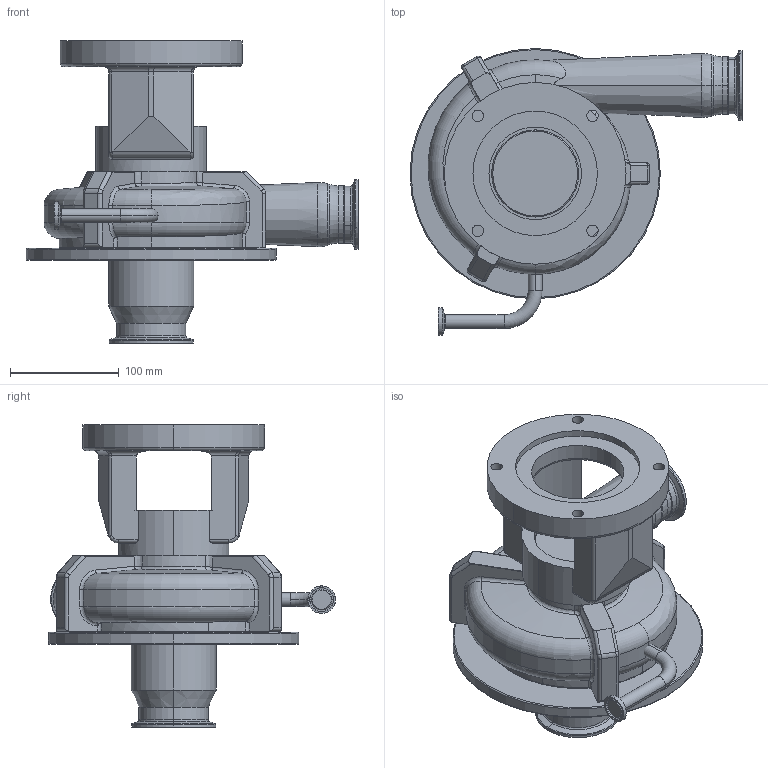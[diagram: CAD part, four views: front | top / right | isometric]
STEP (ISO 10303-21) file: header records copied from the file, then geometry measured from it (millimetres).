
FILE_DESCRIPTION (( 'STEP AP214' ), '1' );
FILE_NAME ('FPR 3521-3522 56-140TC 90L 1-2 In ELBOW RIGHT.STEP', '2022-12-19T17:30:37', ( '' ), ( '' ), 'SwSTEP 2.0', 'SolidWorks 2021', '' );
FILE_SCHEMA (( 'AUTOMOTIVE_DESIGN' ));
Length unit declared in the file: millimetre
Products named in the file (7): 1275000012_1623000096.STEP; 1605000009.STEP; FPR 3521-3522 56-140TC 90L 1-2 In ELBOW RIGHT; 1605000093.STEP; 1275000015.STEP; 1570000044.STEP; 1275000016.STEP
Assembly tree (6 placements, depth 2):
  FPR 3521-3522 56-140TC 90L 1-2 In ELBOW RIGHT
    1275000012_1623000096.STEP
    1570000044.STEP
    1605000093.STEP
    1275000016.STEP
    1605000009.STEP
    1275000015.STEP
Bounding box: 305 x 263.7 x 277.5 mm (x, y, z)
Volume: 3413419.6 mm3; surface area: 504798.9 mm2
Topology: 6 solids, 6 shells, 400 faces, 940 edges, 557 vertices
Faces by surface type: cylinder 137, torus 95, plane 64, bspline 54, cone 44, sphere 6
Entity records: 27342 total; most frequent: CARTESIAN_POINT 18278, ORIENTED_EDGE 1872, DIRECTION 1814, EDGE_CURVE 936, AXIS2_PLACEMENT_3D 775, VERTEX_POINT 557, EDGE_LOOP 429, CIRCLE 420
